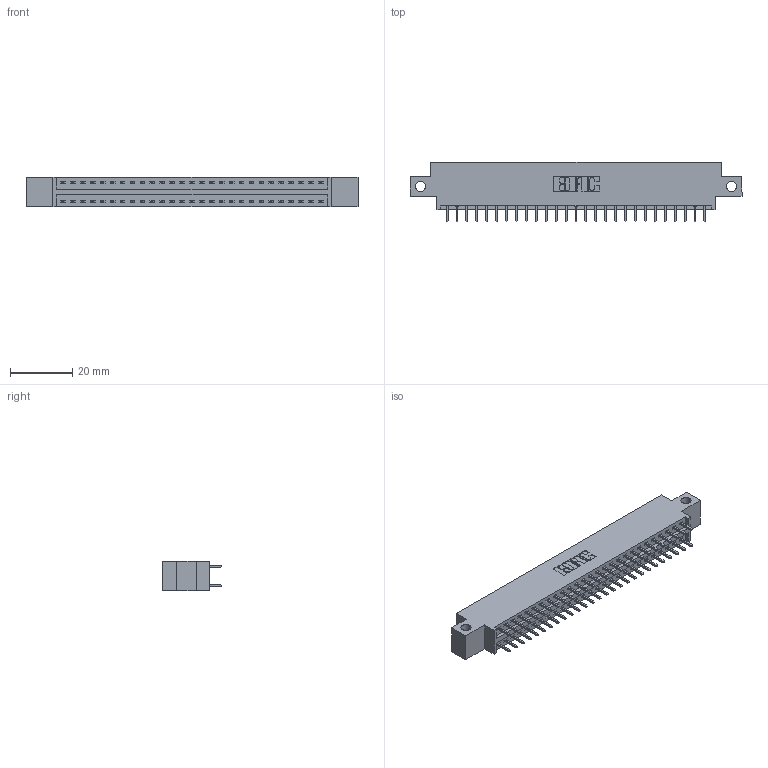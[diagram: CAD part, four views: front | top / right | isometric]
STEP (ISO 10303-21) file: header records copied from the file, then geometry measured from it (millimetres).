
FILE_DESCRIPTION (( 'STEP AP203' ), '1' );
FILE_NAME ('346-054-521-812.STEP', '2022-05-21T02:58:17', ( '' ), ( '' ), 'SwSTEP 2.0', 'SolidWorks 2020', '' );
FILE_SCHEMA (( 'CONFIG_CONTROL_DESIGN' ));
Length unit declared in the file: inch
Products named in the file (3): 346 Part_0.170 Offset - Side Mount; 345-292-001_345-293-121; 346-054-521-812
Assembly tree (55 placements, depth 2):
  346-054-521-812
    346 Part_0.170 Offset - Side Mount
    345-292-001_345-293-121  x54
Bounding box: 106.3 x 19.05 x 9.4 mm (x, y, z)
Volume: 9985 mm3; surface area: 13383.1 mm2
Topology: 55 solids, 55 shells, 2934 faces, 8711 edges, 5734 vertices
Faces by surface type: plane 1970, cylinder 964
Entity records: 19793 total; most frequent: CARTESIAN_POINT 3284, ORIENTED_EDGE 3218, DIRECTION 2945, EDGE_CURVE 1609, LINE 1369, VECTOR 1369, VERTEX_POINT 1070, AXIS2_PLACEMENT_3D 788
